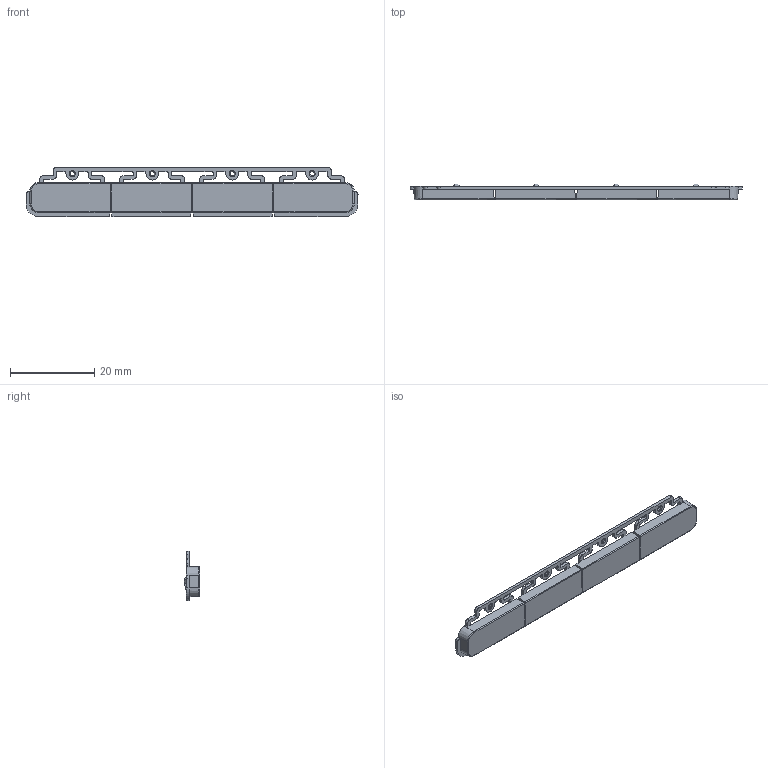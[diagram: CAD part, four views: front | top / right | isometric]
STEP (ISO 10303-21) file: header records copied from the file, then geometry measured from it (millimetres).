
FILE_DESCRIPTION (( 'STEP AP214' ), '1' );
FILE_NAME ('buttons.STEP', '2014-09-30T00:46:25', ( '' ), ( '' ), 'SwSTEP 2.0', 'SolidWorks 2014', '' );
FILE_SCHEMA (( 'AUTOMOTIVE_DESIGN' ));
Length unit declared in the file: millimetre
Products named in the file (1): buttons
Bounding box: 78.9 x 3.7 x 11.7 mm (x, y, z)
Volume: 1142.6 mm3; surface area: 2511.7 mm2
Topology: 1 solids, 1 shells, 323 faces, 1068 edges, 739 vertices
Faces by surface type: plane 218, cylinder 88, cone 13, torus 4
Full cylindrical faces by diameter (mm): 1.05 x4
Entity records: 11988 total; most frequent: CARTESIAN_POINT 2955, ORIENTED_EDGE 2114, DIRECTION 1612, EDGE_CURVE 1057, VERTEX_POINT 735, LINE 616, VECTOR 616, AXIS2_PLACEMENT_3D 498
